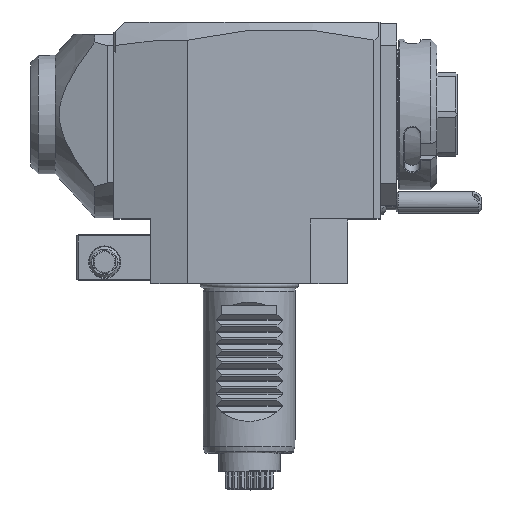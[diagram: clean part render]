
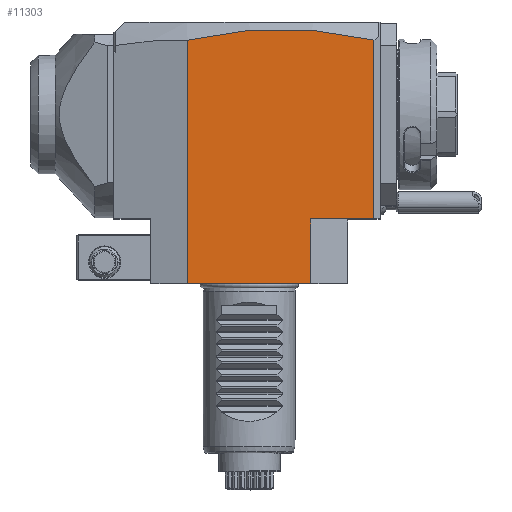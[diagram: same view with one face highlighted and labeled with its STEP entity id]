
A CAD part, top view. The second image highlights one B-rep face of the part: STEP entity #11303.
In plain terms, the highlighted planar face has unit normal (0, 0, 1).
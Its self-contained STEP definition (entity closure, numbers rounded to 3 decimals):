
#17=DIRECTION('',(-1.,0.,0.));
#18=VECTOR('',#17,40.);
#19=CARTESIAN_POINT('',(20.,0.,32.));
#20=LINE('',#19,#18);
#309=DIRECTION('',(-1.,0.,0.));
#310=VECTOR('',#309,20.5);
#311=CARTESIAN_POINT('',(40.5,21.,32.));
#312=LINE('',#311,#310);
#313=CARTESIAN_POINT('',(40.5,79.133,32.));
#314=CARTESIAN_POINT('',(35.458,80.345,32.));
#315=CARTESIAN_POINT('',(25.373,82.145,32.));
#316=CARTESIAN_POINT('',(10.247,83.032,32.));
#317=CARTESIAN_POINT('',(-4.877,82.124,32.));
#318=CARTESIAN_POINT('',(-14.959,80.311,32.));
#319=CARTESIAN_POINT('',(-20.,79.092,32.));
#325=DIRECTION('',(0.,1.,0.));
#326=VECTOR('',#325,58.133);
#327=CARTESIAN_POINT('',(40.5,21.,32.));
#328=LINE('',#327,#326);
#552=DIRECTION('',(0.,-1.,0.));
#553=VECTOR('',#552,79.092);
#554=CARTESIAN_POINT('',(-20.,79.092,32.));
#555=LINE('',#554,#553);
#5384=DIRECTION('',(0.,1.,0.));
#5385=VECTOR('',#5384,21.);
#5386=CARTESIAN_POINT('',(20.,0.,32.));
#5387=LINE('',#5386,#5385);
#10450=VERTEX_POINT('',#313);
#10451=VERTEX_POINT('',#319);
#10828=CARTESIAN_POINT('',(40.5,21.,32.));
#10829=VERTEX_POINT('',#10828);
#10842=CARTESIAN_POINT('',(20.,0.,32.));
#10843=VERTEX_POINT('',#10842);
#10844=CARTESIAN_POINT('',(-20.,0.,32.));
#10845=VERTEX_POINT('',#10844);
#11198=CARTESIAN_POINT('',(20.,21.,32.));
#11199=VERTEX_POINT('',#11198);
#11286=CARTESIAN_POINT('',(-35.103,21.,32.));
#11287=DIRECTION('',(0.,0.,1.));
#11288=DIRECTION('',(1.,0.,0.));
#11289=AXIS2_PLACEMENT_3D('',#11286,#11287,#11288);
#11290=PLANE('',#11289);
#11292=ORIENTED_EDGE('',*,*,#11291,.F.);
#11293=ORIENTED_EDGE('',*,*,#11268,.T.);
#11295=ORIENTED_EDGE('',*,*,#11294,.F.);
#11296=ORIENTED_EDGE('',*,*,#11215,.T.);
#11298=ORIENTED_EDGE('',*,*,#11297,.F.);
#11300=ORIENTED_EDGE('',*,*,#11299,.F.);
#11301=EDGE_LOOP('',(#11292,#11293,#11295,#11296,#11298,#11300));
#11302=FACE_OUTER_BOUND('',#11301,.F.);
#320=B_SPLINE_CURVE_WITH_KNOTS('',3,(#313,#314,#315,#316,#317,#318,#319),
.UNSPECIFIED.,.F.,.F.,(4,1,1,1,4),(0.,0.25,0.5,0.75,1.),
.UNSPECIFIED.);
#11215=EDGE_CURVE('',#10843,#10845,#20,.T.);
#11268=EDGE_CURVE('',#10829,#11199,#312,.T.);
#11291=EDGE_CURVE('',#10829,#10450,#328,.T.);
#11294=EDGE_CURVE('',#10843,#11199,#5387,.T.);
#11297=EDGE_CURVE('',#10451,#10845,#555,.T.);
#11299=EDGE_CURVE('',#10450,#10451,#320,.T.);
#11303=ADVANCED_FACE('',(#11302),#11290,.T.);
